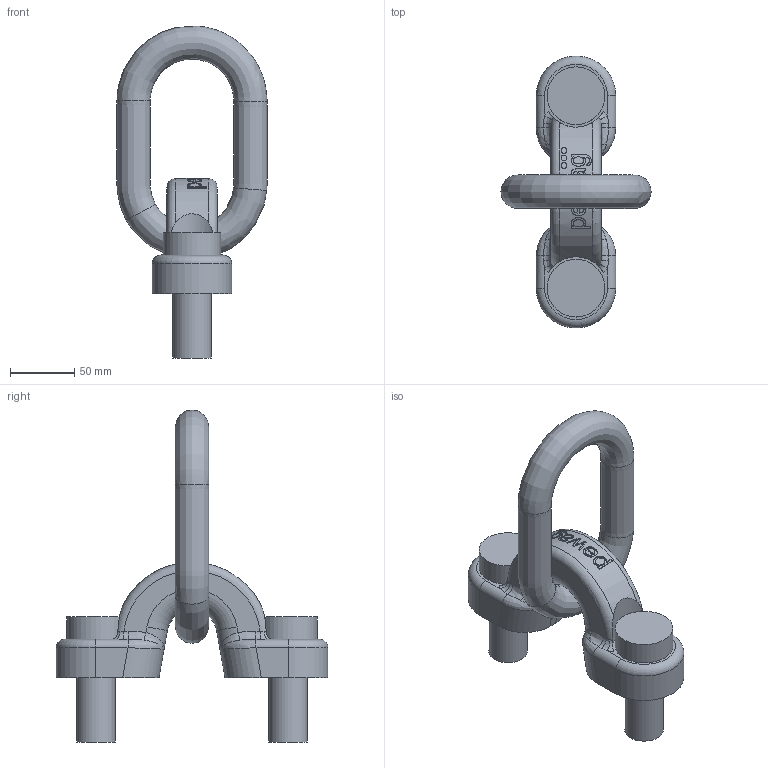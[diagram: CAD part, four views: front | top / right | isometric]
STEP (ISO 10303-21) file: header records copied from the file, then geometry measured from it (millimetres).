
FILE_DESCRIPTION(/* description */ (''),/* implementation_level */ '2;1');
FILE_NAME(/* name */ 'AOR_16.stp',/* time_stamp */ '2017-10-30T11:53:46+01:00',/* author */ (''),/* organization */ (''),/* preprocessor_version */ 'ST-DEVELOPER v16',/* originating_system */ 'SIEMENS PLM Software NX 11.0',/* authorisation */ '');
FILE_SCHEMA (('AUTOMOTIVE_DESIGN { 1 0 10303 214 3 1 1 1 }'));
Length unit declared in the file: millimetre
Products named in the file (1): mum6A885102mqvd
Bounding box: 117.01 x 212 x 258.84 mm (x, y, z)
Volume: 770625.6 mm3; surface area: 109678.7 mm2
Topology: 4 solids, 4 shells, 171 faces, 418 edges, 263 vertices
Faces by surface type: plane 56, extrusion 45, cylinder 38, bspline 24, torus 8
Full cylindrical faces by diameter (mm): 4.5 x3, 30 x2, 32 x2, 45 x2
Entity records: 7869 total; most frequent: CARTESIAN_POINT 3608, ORIENTED_EDGE 800, DIRECTION 575, EDGE_CURVE 400, VERTEX_POINT 262, B_SPLINE_CURVE_WITH_KNOTS 216, EDGE_LOOP 202, AXIS2_PLACEMENT_3D 202
